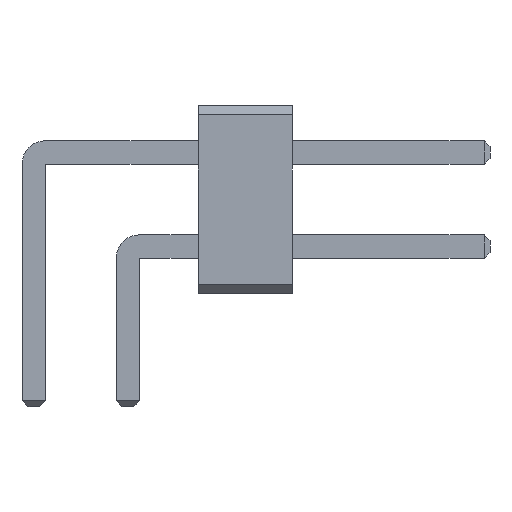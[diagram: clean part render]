
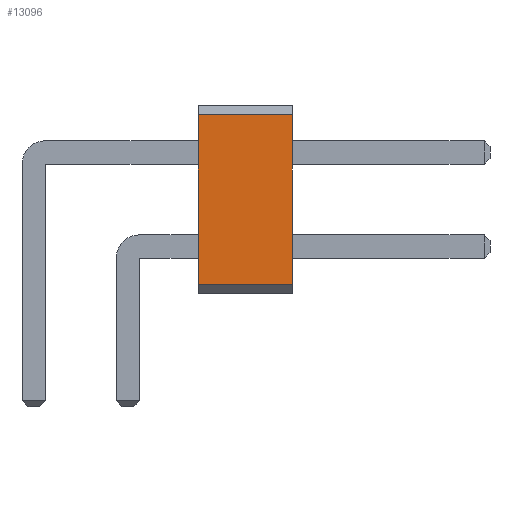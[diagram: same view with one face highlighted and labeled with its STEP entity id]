
A CAD part, front view. The second image highlights one B-rep face of the part: STEP entity #13096.
In plain terms, the highlighted planar face has unit normal (0, -1, 0).
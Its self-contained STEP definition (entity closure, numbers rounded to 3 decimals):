
#1054 = VERTEX_POINT('',#1055);
#1055 = CARTESIAN_POINT('',(3.5,-77.,3.8));
#1061 = EDGE_CURVE('',#1062,#1054,#1064,.T.);
#1062 = VERTEX_POINT('',#1063);
#1063 = CARTESIAN_POINT('',(3.5,-77.,0.2));
#1064 = LINE('',#1065,#1066);
#1065 = CARTESIAN_POINT('',(3.5,-77.,0.2));
#1066 = VECTOR('',#1067,1.);
#1067 = DIRECTION('',(0.,0.,1.));
#5579 = VERTEX_POINT('',#5580);
#5580 = CARTESIAN_POINT('',(5.5,-77.,3.8));
#5586 = EDGE_CURVE('',#5587,#5579,#5589,.T.);
#5587 = VERTEX_POINT('',#5588);
#5588 = CARTESIAN_POINT('',(5.5,-77.,0.2));
#5589 = LINE('',#5590,#5591);
#5590 = CARTESIAN_POINT('',(5.5,-77.,0.2));
#5591 = VECTOR('',#5592,1.);
#5592 = DIRECTION('',(0.,0.,1.));
#13068 = EDGE_CURVE('',#1062,#5587,#13069,.T.);
#13069 = LINE('',#13070,#13071);
#13070 = CARTESIAN_POINT('',(3.5,-77.,0.2));
#13071 = VECTOR('',#13072,1.);
#13072 = DIRECTION('',(1.,0.,0.));
#13096 = ADVANCED_FACE('',(#13097),#13108,.T.);
#13097 = FACE_BOUND('',#13098,.T.);
#13098 = EDGE_LOOP('',(#13099,#13100,#13101,#13107));
#13099 = ORIENTED_EDGE('',*,*,#13068,.T.);
#13100 = ORIENTED_EDGE('',*,*,#5586,.T.);
#13101 = ORIENTED_EDGE('',*,*,#13102,.F.);
#13102 = EDGE_CURVE('',#1054,#5579,#13103,.T.);
#13103 = LINE('',#13104,#13105);
#13104 = CARTESIAN_POINT('',(3.5,-77.,3.8));
#13105 = VECTOR('',#13106,1.);
#13106 = DIRECTION('',(1.,0.,0.));
#13107 = ORIENTED_EDGE('',*,*,#1061,.F.);
#13108 = PLANE('',#13109);
#13109 = AXIS2_PLACEMENT_3D('',#13110,#13111,#13112);
#13110 = CARTESIAN_POINT('',(3.5,-77.,0.2));
#13111 = DIRECTION('',(0.,-1.,0.));
#13112 = DIRECTION('',(0.,0.,1.));
